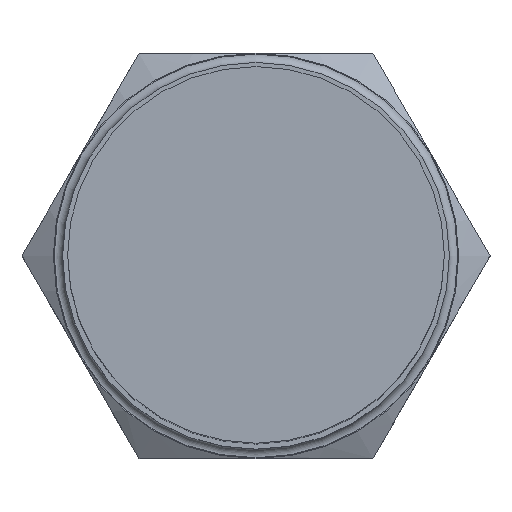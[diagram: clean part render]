
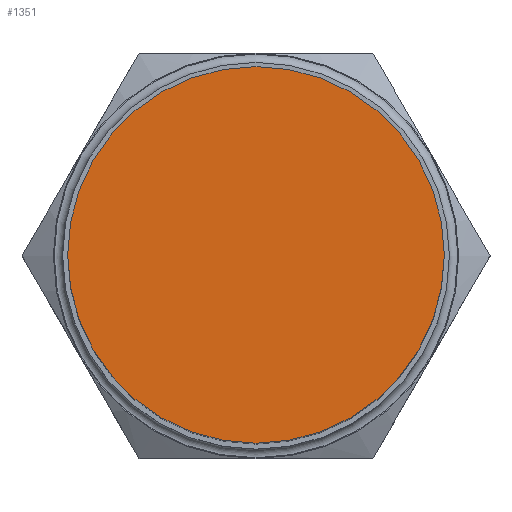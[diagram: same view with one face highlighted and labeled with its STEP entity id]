
A CAD part, top view. The second image highlights one B-rep face of the part: STEP entity #1351.
In plain terms, the highlighted planar face has unit normal (0, 0, 1).
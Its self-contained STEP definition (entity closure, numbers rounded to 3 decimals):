
#628=PLANE('',#1312);
#736=ORIENTED_EDGE('',*,*,#850,.F.);
#760=CIRCLE('',#1311,11.15);
#796=VERTEX_POINT('',#1228);
#850=EDGE_CURVE('',#796,#796,#760,.T.);
#894=EDGE_LOOP('',(#736));
#938=FACE_BOUND('',#894,.T.);
#1101=DIRECTION('',(0.,0.,-1.));
#1102=DIRECTION('',(-11.15,0.,0.));
#1103=DIRECTION('',(0.,0.,1.));
#1104=DIRECTION('',(0.,-1.,0.));
#1228=CARTESIAN_POINT('',(-11.15,0.,39.6));
#1229=CARTESIAN_POINT('',(0.,0.,39.6));
#1230=CARTESIAN_POINT('',(0.,11.15,39.6));
#1311=AXIS2_PLACEMENT_3D('',#1229,#1101,#1102);
#1312=AXIS2_PLACEMENT_3D('',#1230,#1103,#1104);
#1351=ADVANCED_FACE('',(#938),#628,.T.);
